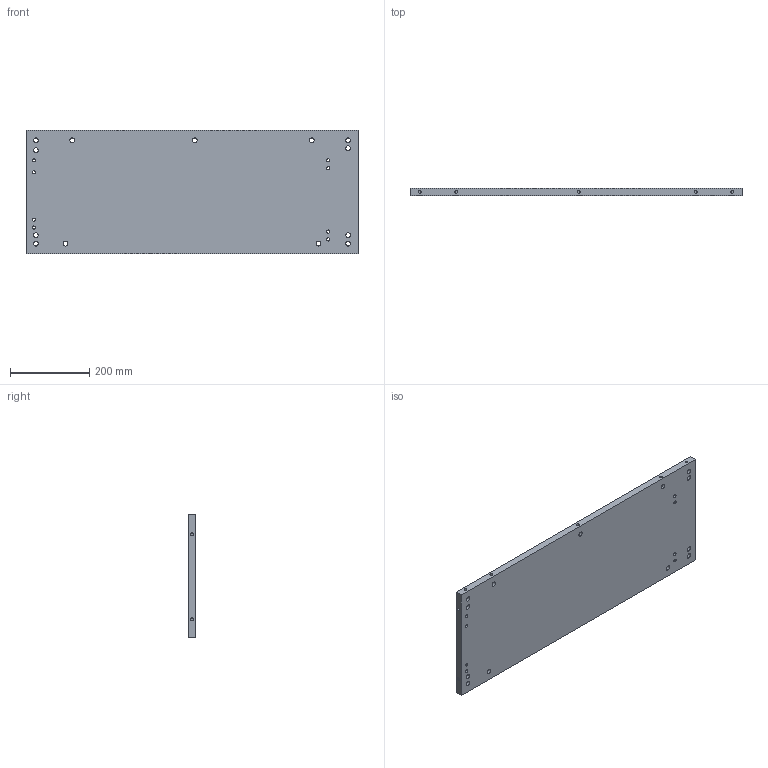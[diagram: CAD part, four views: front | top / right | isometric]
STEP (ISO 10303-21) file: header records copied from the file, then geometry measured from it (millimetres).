
FILE_DESCRIPTION(/* description */ (''),/* implementation_level */ '2;1');
FILE_NAME(/* name */ 'Y mounting board.step',/* time_stamp */ '2020-04-14T16:35:41+01:00',/* author */ (''),/* organization */ (''),/* preprocessor_version */ 'ST-DEVELOPER v18.1',/* originating_system */ 'Autodesk Translation Framework v9.2.0.1227',/* authorisation */ '');
FILE_SCHEMA (('AUTOMOTIVE_DESIGN { 1 0 10303 214 3 1 1 }'));
Length unit declared in the file: millimetre
Products named in the file (1): Y mounting board
Bounding box: 840 x 18 x 311.5 mm (x, y, z)
Volume: 4664401.9 mm3; surface area: 579309.5 mm2
Topology: 1 solids, 1 shells, 66 faces, 169 edges, 114 vertices
Faces by surface type: cylinder 47, plane 19
Full cylindrical faces by diameter (mm): 7 x26, 8 x8, 12 x13
Entity records: 3003 total; most frequent: CARTESIAN_POINT 1220, ORIENTED_EDGE 338, DIRECTION 333, EDGE_CURVE 169, EDGE_LOOP 143, AXIS2_PLACEMENT_3D 135, VERTEX_POINT 114, FACE_BOUND 77
